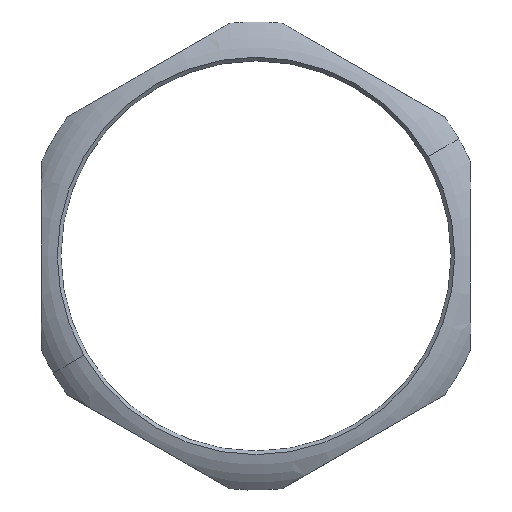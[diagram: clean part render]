
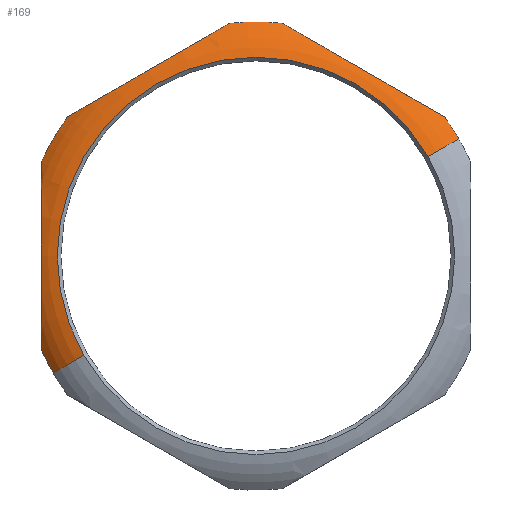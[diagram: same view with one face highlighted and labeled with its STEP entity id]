
A CAD part, top view. The second image highlights one B-rep face of the part: STEP entity #169.
In plain terms, the highlighted toroidal (fillet/blend) face has major radius 19 mm and minor radius 7.25 mm.
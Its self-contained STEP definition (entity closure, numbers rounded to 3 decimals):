
#34=AXIS2_PLACEMENT_3D('Torus Axis2P3D',#31,#32,#33) ;
#38=AXIS2_PLACEMENT_3D('Circle Axis2P3D',#36,#37,$) ;
#47=AXIS2_PLACEMENT_3D('Circle Axis2P3D',#45,#46,$) ;
#54=AXIS2_PLACEMENT_3D('Circle Axis2P3D',#52,#53,$) ;
#61=AXIS2_PLACEMENT_3D('Circle Axis2P3D',#59,#60,$) ;
#68=AXIS2_PLACEMENT_3D('Circle Axis2P3D',#66,#67,$) ;
#100=AXIS2_PLACEMENT_3D('Circle Axis2P3D',#98,#99,$) ;
#129=AXIS2_PLACEMENT_3D('Circle Axis2P3D',#127,#128,$) ;
#31=CARTESIAN_POINT('Axis2P3D Location',(22.,24.,-3.25)) ;
#36=CARTESIAN_POINT('Axis2P3D Location',(22.,24.,2.)) ;
#40=CARTESIAN_POINT('Vertex',(0.,14.408,2.)) ;
#42=CARTESIAN_POINT('Vertex',(1.215,12.,2.)) ;
#45=CARTESIAN_POINT('Axis2P3D Location',(5.546,14.5,-3.25)) ;
#49=CARTESIAN_POINT('Vertex',(4.36,13.815,3.869)) ;
#52=CARTESIAN_POINT('Axis2P3D Location',(22.,24.,3.869)) ;
#56=CARTESIAN_POINT('Vertex',(39.64,34.185,3.869)) ;
#59=CARTESIAN_POINT('Axis2P3D Location',(38.454,33.5,-3.25)) ;
#63=CARTESIAN_POINT('Vertex',(42.785,36.,2.)) ;
#66=CARTESIAN_POINT('Axis2P3D Location',(22.,24.,2.)) ;
#70=CARTESIAN_POINT('Vertex',(41.307,38.257,2.)) ;
#74=CARTESIAN_POINT('Control Point',(41.307,38.257,2.)) ;
#75=CARTESIAN_POINT('Control Point',(40.643,38.64,2.292)) ;
#76=CARTESIAN_POINT('Control Point',(39.962,39.032,2.524)) ;
#77=CARTESIAN_POINT('Control Point',(39.265,39.435,2.712)) ;
#78=CARTESIAN_POINT('Control Point',(37.846,40.254,3.017)) ;
#79=CARTESIAN_POINT('Control Point',(36.412,41.083,3.195)) ;
#80=CARTESIAN_POINT('Control Point',(35.682,41.504,3.26)) ;
#81=CARTESIAN_POINT('Control Point',(34.379,42.256,3.339)) ;
#82=CARTESIAN_POINT('Control Point',(33.078,43.007,3.357)) ;
#83=CARTESIAN_POINT('Control Point',(32.507,43.337,3.354)) ;
#84=CARTESIAN_POINT('Control Point',(31.446,43.95,3.327)) ;
#85=CARTESIAN_POINT('Control Point',(30.385,44.562,3.258)) ;
#86=CARTESIAN_POINT('Control Point',(29.894,44.846,3.217)) ;
#87=CARTESIAN_POINT('Control Point',(28.822,45.465,3.102)) ;
#88=CARTESIAN_POINT('Control Point',(27.75,46.083,2.925)) ;
#89=CARTESIAN_POINT('Control Point',(27.175,46.416,2.809)) ;
#90=CARTESIAN_POINT('Control Point',(26.326,46.906,2.599)) ;
#91=CARTESIAN_POINT('Control Point',(25.492,47.387,2.32)) ;
#92=CARTESIAN_POINT('Control Point',(25.223,47.543,2.222)) ;
#93=CARTESIAN_POINT('Control Point',(24.957,47.696,2.116)) ;
#94=CARTESIAN_POINT('Control Point',(24.693,47.848,2.)) ;
#95=CARTESIAN_POINT('Vertex',(24.693,47.848,2.)) ;
#98=CARTESIAN_POINT('Axis2P3D Location',(22.,24.,2.)) ;
#102=CARTESIAN_POINT('Vertex',(19.307,47.848,2.)) ;
#106=CARTESIAN_POINT('Control Point',(19.307,47.848,2.)) ;
#107=CARTESIAN_POINT('Control Point',(18.83,47.574,2.209)) ;
#108=CARTESIAN_POINT('Control Point',(18.346,47.293,2.388)) ;
#109=CARTESIAN_POINT('Control Point',(17.856,47.011,2.541)) ;
#110=CARTESIAN_POINT('Control Point',(16.709,46.349,2.845)) ;
#111=CARTESIAN_POINT('Control Point',(15.545,45.676,3.049)) ;
#112=CARTESIAN_POINT('Control Point',(14.878,45.291,3.139)) ;
#113=CARTESIAN_POINT('Control Point',(13.658,44.587,3.265)) ;
#114=CARTESIAN_POINT('Control Point',(12.439,43.883,3.328)) ;
#115=CARTESIAN_POINT('Control Point',(11.882,43.562,3.346)) ;
#116=CARTESIAN_POINT('Control Point',(10.336,42.669,3.366)) ;
#117=CARTESIAN_POINT('Control Point',(8.797,41.78,3.303)) ;
#118=CARTESIAN_POINT('Control Point',(7.811,41.212,3.229)) ;
#119=CARTESIAN_POINT('Control Point',(6.18,40.269,3.034)) ;
#120=CARTESIAN_POINT('Control Point',(4.563,39.336,2.665)) ;
#121=CARTESIAN_POINT('Control Point',(3.926,38.968,2.486)) ;
#122=CARTESIAN_POINT('Control Point',(3.3,38.607,2.267)) ;
#123=CARTESIAN_POINT('Control Point',(2.693,38.257,2.)) ;
#124=CARTESIAN_POINT('Vertex',(2.693,38.257,2.)) ;
#127=CARTESIAN_POINT('Axis2P3D Location',(22.,24.,2.)) ;
#131=CARTESIAN_POINT('Vertex',(0.,33.592,2.)) ;
#135=CARTESIAN_POINT('Control Point',(0.,33.592,2.)) ;
#136=CARTESIAN_POINT('Control Point',(0.,32.825,2.292)) ;
#137=CARTESIAN_POINT('Control Point',(0.001,32.039,2.524)) ;
#138=CARTESIAN_POINT('Control Point',(0.,31.235,2.712)) ;
#139=CARTESIAN_POINT('Control Point',(0.,29.596,3.017)) ;
#140=CARTESIAN_POINT('Control Point',(0.,27.94,3.195)) ;
#141=CARTESIAN_POINT('Control Point',(0.,27.097,3.26)) ;
#142=CARTESIAN_POINT('Control Point',(0.,25.592,3.339)) ;
#143=CARTESIAN_POINT('Control Point',(0.,24.09,3.357)) ;
#144=CARTESIAN_POINT('Control Point',(0.,23.431,3.354)) ;
#145=CARTESIAN_POINT('Control Point',(0.,22.205,3.327)) ;
#146=CARTESIAN_POINT('Control Point',(0.,20.98,3.258)) ;
#147=CARTESIAN_POINT('Control Point',(0.,20.413,3.217)) ;
#148=CARTESIAN_POINT('Control Point',(0.,19.176,3.102)) ;
#149=CARTESIAN_POINT('Control Point',(0.,17.938,2.925)) ;
#150=CARTESIAN_POINT('Control Point',(0.,17.274,2.809)) ;
#151=CARTESIAN_POINT('Control Point',(0.,16.293,2.599)) ;
#152=CARTESIAN_POINT('Control Point',(0.,15.33,2.32)) ;
#153=CARTESIAN_POINT('Control Point',(0.,15.02,2.222)) ;
#154=CARTESIAN_POINT('Control Point',(0.,14.712,2.116)) ;
#155=CARTESIAN_POINT('Control Point',(0.,14.408,2.)) ;
#32=DIRECTION('Axis2P3D Direction',(0.,0.,1.)) ;
#33=DIRECTION('Axis2P3D XDirection',(0.866,0.5,0.)) ;
#37=DIRECTION('Axis2P3D Direction',(0.,-0.,1.)) ;
#46=DIRECTION('Axis2P3D Direction',(-0.5,0.866,0.)) ;
#53=DIRECTION('Axis2P3D Direction',(0.,-0.,1.)) ;
#60=DIRECTION('Axis2P3D Direction',(0.5,-0.866,0.)) ;
#67=DIRECTION('Axis2P3D Direction',(0.,-0.,1.)) ;
#99=DIRECTION('Axis2P3D Direction',(0.,-0.,1.)) ;
#128=DIRECTION('Axis2P3D Direction',(0.,-0.,1.)) ;
#158=ORIENTED_EDGE('',*,*,#44,.T.) ;
#159=ORIENTED_EDGE('',*,*,#51,.T.) ;
#160=ORIENTED_EDGE('',*,*,#58,.F.) ;
#161=ORIENTED_EDGE('',*,*,#65,.F.) ;
#162=ORIENTED_EDGE('',*,*,#72,.T.) ;
#163=ORIENTED_EDGE('',*,*,#97,.T.) ;
#164=ORIENTED_EDGE('',*,*,#104,.T.) ;
#165=ORIENTED_EDGE('',*,*,#126,.T.) ;
#166=ORIENTED_EDGE('',*,*,#133,.T.) ;
#167=ORIENTED_EDGE('',*,*,#156,.T.) ;
#169=ADVANCED_FACE('Schnitt-Rotation1',(#168),#35,.T.) ;
#73=B_SPLINE_CURVE_WITH_KNOTS('',5,(#74,#75,#76,#77,#78,#79,#80,#81,#82,#83,#84,#85,#86,#87,#88,#89,#90,#91,#92,#93,#94),.UNSPECIFIED.,.F.,.U.,(6,3,3,3,3,3,6),(0.,5.359,10.948,15.299,19.062,23.491,25.618),.UNSPECIFIED.) ;
#105=B_SPLINE_CURVE_WITH_KNOTS('',5,(#106,#107,#108,#109,#110,#111,#112,#113,#114,#115,#116,#117,#118,#119,#120,#121,#122,#123),.UNSPECIFIED.,.F.,.U.,(6,3,3,3,3,6),(0.,3.854,8.909,13.142,20.685,25.613),.UNSPECIFIED.) ;
#134=B_SPLINE_CURVE_WITH_KNOTS('',5,(#135,#136,#137,#138,#139,#140,#141,#142,#143,#144,#145,#146,#147,#148,#149,#150,#151,#152,#153,#154,#155),.UNSPECIFIED.,.F.,.U.,(6,3,3,3,3,3,6),(0.,5.359,10.948,15.299,19.062,23.491,25.618),.UNSPECIFIED.) ;
#39=CIRCLE('generated circle',#38,24.) ;
#48=CIRCLE('generated circle',#47,7.25) ;
#55=CIRCLE('generated circle',#54,20.369) ;
#62=CIRCLE('generated circle',#61,7.25) ;
#69=CIRCLE('generated circle',#68,24.) ;
#101=CIRCLE('generated circle',#100,24.) ;
#130=CIRCLE('generated circle',#129,24.) ;
#35=TOROIDAL_SURFACE('homeo Torus',#34,19.,7.25) ;
#44=EDGE_CURVE('',#41,#43,#39,.T.) ;
#51=EDGE_CURVE('',#43,#50,#48,.T.) ;
#58=EDGE_CURVE('',#57,#50,#55,.T.) ;
#65=EDGE_CURVE('',#64,#57,#62,.T.) ;
#72=EDGE_CURVE('',#64,#71,#69,.T.) ;
#97=EDGE_CURVE('',#71,#96,#73,.T.) ;
#104=EDGE_CURVE('',#96,#103,#101,.T.) ;
#126=EDGE_CURVE('',#103,#125,#105,.T.) ;
#133=EDGE_CURVE('',#125,#132,#130,.T.) ;
#156=EDGE_CURVE('',#132,#41,#134,.T.) ;
#157=EDGE_LOOP('',(#158,#159,#160,#161,#162,#163,#164,#165,#166,#167)) ;
#168=FACE_OUTER_BOUND('',#157,.T.) ;
#41=VERTEX_POINT('',#40) ;
#43=VERTEX_POINT('',#42) ;
#50=VERTEX_POINT('',#49) ;
#57=VERTEX_POINT('',#56) ;
#64=VERTEX_POINT('',#63) ;
#71=VERTEX_POINT('',#70) ;
#96=VERTEX_POINT('',#95) ;
#103=VERTEX_POINT('',#102) ;
#125=VERTEX_POINT('',#124) ;
#132=VERTEX_POINT('',#131) ;
